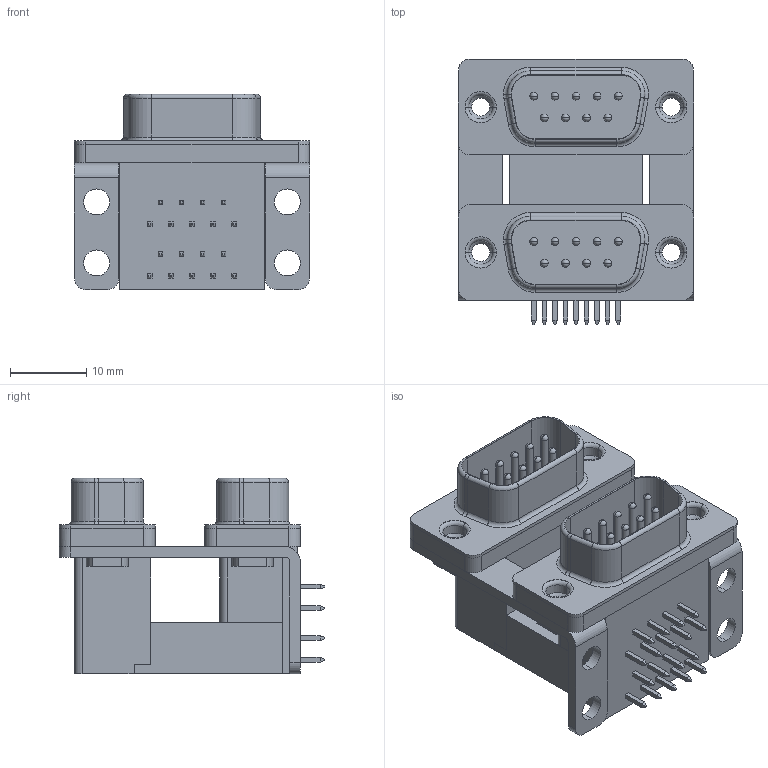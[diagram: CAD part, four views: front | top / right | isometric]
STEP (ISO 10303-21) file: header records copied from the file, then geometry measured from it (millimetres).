
FILE_DESCRIPTION (( 'STEP AP214' ), '1' );
FILE_NAME ('K42X-E9P-P-A_rA1.STEP', '2013-12-06T18:52:55', ( '' ), ( '' ), 'SwSTEP 2.0', 'SolidWorks 2012', '' );
FILE_SCHEMA (( 'AUTOMOTIVE_DESIGN' ));
Length unit declared in the file: millimetre
Products named in the file (1): K42X-E9P-P-A_rA1
Bounding box: 30.81 x 34.78 x 25.6 mm (x, y, z)
Volume: 10102.4 mm3; surface area: 6751.3 mm2
Topology: 1 solids, 1 shells, 482 faces, 1202 edges, 730 vertices
Faces by surface type: plane 258, cylinder 144, sphere 36, torus 28, cone 16
Entity records: 15056 total; most frequent: DIRECTION 2464, CARTESIAN_POINT 2307, ORIENTED_EDGE 2260, EDGE_CURVE 1130, AXIS2_PLACEMENT_3D 851, VECTOR 762, LINE 762, VERTEX_POINT 694
